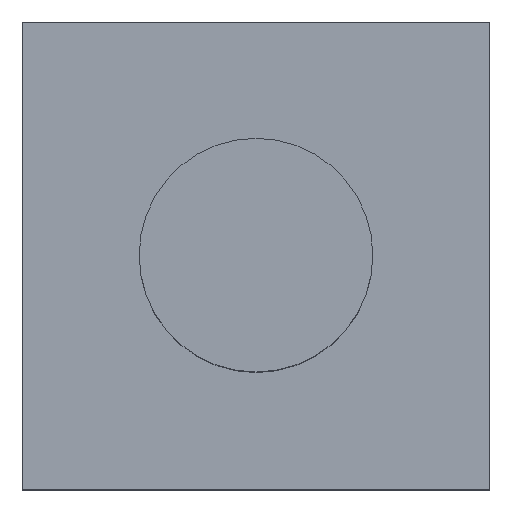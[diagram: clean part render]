
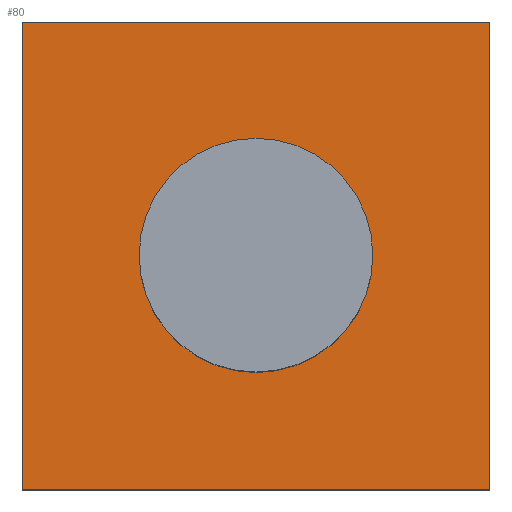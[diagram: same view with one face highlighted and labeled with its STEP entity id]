
A CAD part, top view. The second image highlights one B-rep face of the part: STEP entity #80.
In plain terms, the highlighted planar face has unit normal (0, 0, 1).
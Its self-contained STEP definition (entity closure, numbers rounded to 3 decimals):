
#1=DIRECTION('',(0.,1.,0.));
#2=VECTOR('',#1,200.);
#3=CARTESIAN_POINT('',(100.,-100.,0.));
#4=LINE('',#3,#2);
#5=DIRECTION('',(1.,0.,0.));
#6=VECTOR('',#5,200.);
#7=CARTESIAN_POINT('',(-100.,-100.,0.));
#8=LINE('',#7,#6);
#9=DIRECTION('',(0.,-1.,0.));
#10=VECTOR('',#9,200.);
#11=CARTESIAN_POINT('',(-100.,100.,0.));
#12=LINE('',#11,#10);
#13=DIRECTION('',(-1.,0.,0.));
#14=VECTOR('',#13,200.);
#15=CARTESIAN_POINT('',(100.,100.,0.));
#16=LINE('',#15,#14);
#49=CARTESIAN_POINT('',(100.,-100.,0.));
#50=CARTESIAN_POINT('',(100.,100.,0.));
#51=VERTEX_POINT('',#49);
#52=VERTEX_POINT('',#50);
#53=CARTESIAN_POINT('',(-100.,100.,0.));
#54=VERTEX_POINT('',#53);
#55=CARTESIAN_POINT('',(-100.,-100.,0.));
#56=VERTEX_POINT('',#55);
#65=CARTESIAN_POINT('',(0.,0.,0.));
#66=DIRECTION('',(0.,0.,1.));
#67=DIRECTION('',(0.,-1.,0.));
#68=AXIS2_PLACEMENT_3D('',#65,#66,#67);
#69=PLANE('',#68);
#71=ORIENTED_EDGE('',*,*,#70,.F.);
#73=ORIENTED_EDGE('',*,*,#72,.F.);
#75=ORIENTED_EDGE('',*,*,#74,.F.);
#77=ORIENTED_EDGE('',*,*,#76,.F.);
#78=EDGE_LOOP('',(#71,#73,#75,#77));
#79=FACE_OUTER_BOUND('',#78,.F.);
#80=ADVANCED_FACE('',(#79),#69,.T.);
#70=EDGE_CURVE('',#51,#52,#4,.T.);
#72=EDGE_CURVE('',#56,#51,#8,.T.);
#74=EDGE_CURVE('',#54,#56,#12,.T.);
#76=EDGE_CURVE('',#52,#54,#16,.T.);
